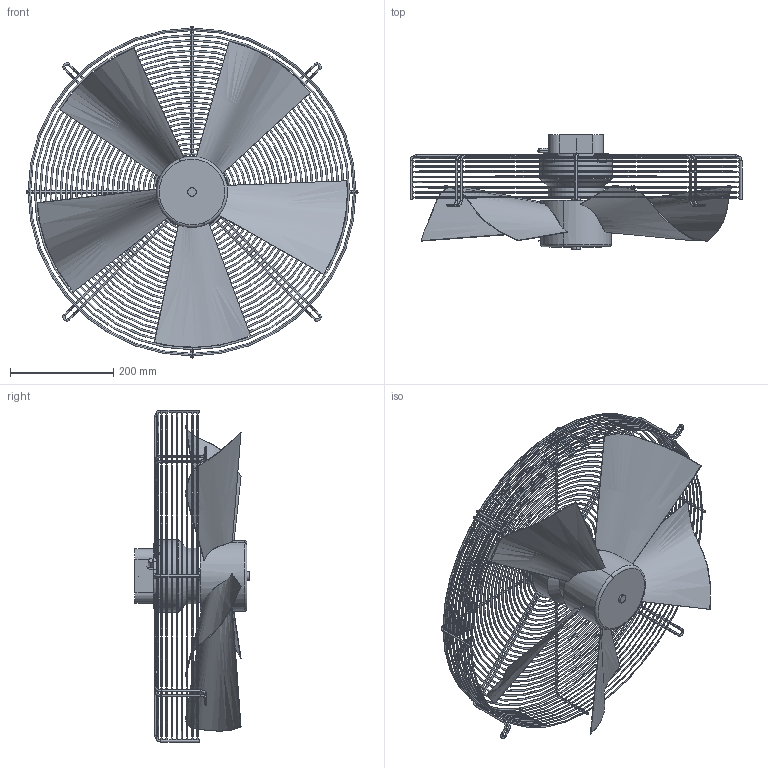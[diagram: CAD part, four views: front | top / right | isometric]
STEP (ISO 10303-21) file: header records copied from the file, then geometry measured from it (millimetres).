
FILE_DESCRIPTION((''),'2;1');
FILE_NAME('119-8255_ASM','2023-04-04T08:30:42',('U375483'),('DANFOSS COMMERCIAL COMPRESSOR'),'CREO PARAMETRIC BY PTC INC, 2022124','CREO PARAMETRIC BY PTC INC, 2022124','');
FILE_SCHEMA(('CONFIG_CONTROL_DESIGN'));
Length unit declared in the file: millimetre
Products named in the file (49): FILLET1_1_2_WG1; BOSS-EXTRUDE10_1_2_WG1; BOSS-EXTRUDE8_1_WG1; 119-8255_FAN_MOTOR_ASM; 119-8255_FAN_BLADE; LPATTERN2_3__1_WG1; REVOLVE1_3__1_2_WG1; LPATTERN2_7__WG1; LPATTERN2_1__1_WG1; REVOLVE1_7__1_2_WG1; LPATTERN2_4__1_WG1; SWEEP3_1_2_WG1; REVOLVE1_22__WG1; CIRPATTERN7_1__1_2_WG1; REVOLVE1_11__1_2_WG1; REVOLVE1_17__WG1; REVOLVE1_2__1_2_WG1; REVOLVE1_9__1_2_WG1; REVOLVE1_12__1_2_WG1; CIRPATTERN8_3__1_2_WG1; REVOLVE1_21__WG1; CIRPATTERN7_2__1_2_WG1; REVOLVE1_4__1_2_WG1; REVOLVE1_16__1_WG1; REVOLVE1_1__1_2_WG1; REVOLVE1_10__1_2_WG1; LPATTERN2_6__WG1; REVOLVE1_13__1_WG1; REVOLVE1_20__WG1; CIRPATTERN7_3__1_2_WG1; REVOLVE1_5__1_2_WG1; REVOLVE1_15__1_WG1; REVOLVE1_25__WG1; LPATTERN2_2__1_WG1; REVOLVE1_14__1_WG1; REVOLVE1_19__WG1; REVOLVE2_1_WG1; REVOLVE1_8__1_2_WG1; LPATTERN2_5__1_WG1; REVOLVE1_24__WG1 ...
Assembly tree (48 placements, depth 4):
  119-8255_ASM
    119-8255_1_ASM
      119-8255_FAN_MOTOR_ASM
        FILLET1_1_2_WG1
        BOSS-EXTRUDE10_1_2_WG1
        BOSS-EXTRUDE8_1_WG1
      119-8255_FAN_BLADE
      119-8255_FAN_GRILL_ASM
        LPATTERN2_3__1_WG1
        REVOLVE1_3__1_2_WG1
        LPATTERN2_7__WG1
        LPATTERN2_1__1_WG1
        REVOLVE1_7__1_2_WG1
        LPATTERN2_4__1_WG1
        SWEEP3_1_2_WG1
        REVOLVE1_22__WG1
        CIRPATTERN7_1__1_2_WG1
        REVOLVE1_11__1_2_WG1
        REVOLVE1_17__WG1
        REVOLVE1_2__1_2_WG1
        REVOLVE1_9__1_2_WG1
        REVOLVE1_12__1_2_WG1
        CIRPATTERN8_3__1_2_WG1
        REVOLVE1_21__WG1
        CIRPATTERN7_2__1_2_WG1
        REVOLVE1_4__1_2_WG1
        REVOLVE1_16__1_WG1
        REVOLVE1_1__1_2_WG1
        REVOLVE1_10__1_2_WG1
        LPATTERN2_6__WG1
        REVOLVE1_13__1_WG1
        REVOLVE1_20__WG1
        CIRPATTERN7_3__1_2_WG1
        REVOLVE1_5__1_2_WG1
        REVOLVE1_15__1_WG1
        REVOLVE1_25__WG1
        LPATTERN2_2__1_WG1
        REVOLVE1_14__1_WG1
        REVOLVE1_19__WG1
        REVOLVE2_1_WG1
        REVOLVE1_8__1_2_WG1
        LPATTERN2_5__1_WG1
        REVOLVE1_24__WG1
        CIRPATTERN8_2__1_2_WG1
        REVOLVE1_18__WG1
        SWEEP1_1_2_WG1
        REVOLVE1_6__1_2_WG1
        CIRPATTERN8_1__1_2_WG1
        REVOLVE1_23__WG1
Bounding box: 642 x 220.5 x 642 mm (x, y, z)
Volume: 3564821 mm3; surface area: 1026134 mm2
Topology: 45 solids, 45 shells, 377 faces, 872 edges, 524 vertices
Faces by surface type: torus 190, cylinder 94, plane 58, bspline 31, cone 4
Entity records: 14995 total; most frequent: CARTESIAN_POINT 4996, DIRECTION 2357, ORIENTED_EDGE 1744, AXIS2_PLACEMENT_3D 1082, EDGE_CURVE 872, CIRCLE 592, VERTEX_POINT 524, EDGE_LOOP 384
